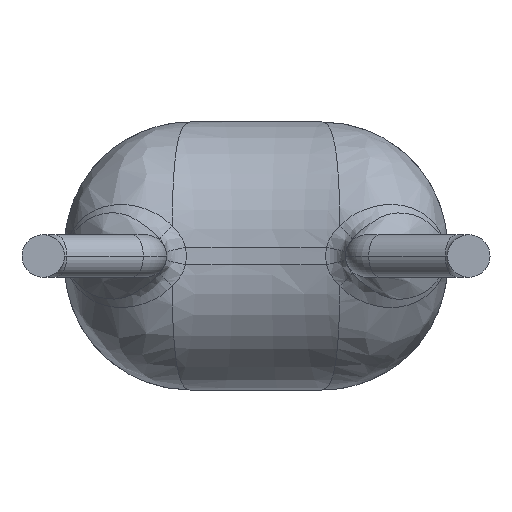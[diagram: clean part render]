
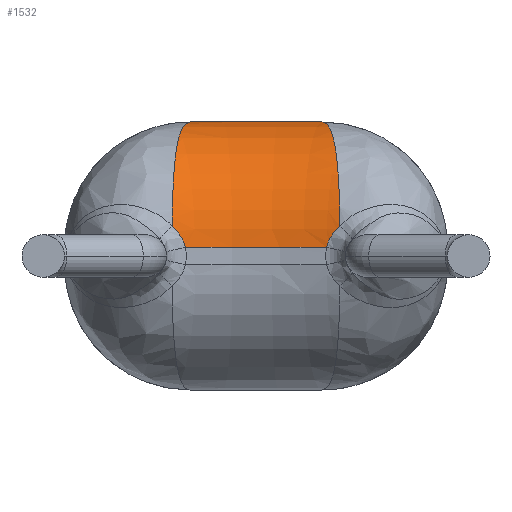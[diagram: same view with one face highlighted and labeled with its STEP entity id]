
A CAD part, front view. The second image highlights one B-rep face of the part: STEP entity #1532.
In plain terms, the highlighted toroidal (fillet/blend) face has major radius 5.225 mm and minor radius 1.475 mm.
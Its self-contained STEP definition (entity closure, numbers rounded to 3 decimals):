
#16 = DIRECTION ( 'NONE',  ( 0., 0., -1. ) ) ;
#43 = DIRECTION ( 'NONE',  ( -1., 0., 0. ) ) ;
#49 = CARTESIAN_POINT ( 'NONE',  ( -0.986, 1.39, 0.349 ) ) ;
#83 = ORIENTED_EDGE ( 'NONE', *, *, #826, .T. ) ;
#85 = CARTESIAN_POINT ( 'NONE',  ( 0.775, 2.917, 1.575 ) ) ;
#109 = VERTEX_POINT ( 'NONE', #1224 ) ;
#150 = CARTESIAN_POINT ( 'NONE',  ( -0.775, 2.917, 1.575 ) ) ;
#180 = CARTESIAN_POINT ( 'NONE',  ( -0.845, 2.569, 1.547 ) ) ;
#204 = DIRECTION ( 'NONE',  ( -1., 0., 0. ) ) ;
#259 = CARTESIAN_POINT ( 'NONE',  ( -0.91, 1.399, 0.283 ) ) ;
#297 = CARTESIAN_POINT ( 'NONE',  ( 0.986, 1.39, 0.349 ) ) ;
#415 = EDGE_CURVE ( 'NONE', #1082, #1863, #712, .T. ) ;
#545 = AXIS2_PLACEMENT_3D ( 'NONE', #2493, #16, #43 ) ;
#557 = B_SPLINE_CURVE_WITH_KNOTS ( 'NONE', 3,
 ( #297, #1293, #2343, #1936, #1103, #1724, #1718, #2347, #893, #1913 ),
 .UNSPECIFIED., .F., .F.,
 ( 4, 2, 2, 2, 4 ),
 ( 0., 0.001, 0.001, 0.002, 0.002 ),
 .UNSPECIFIED. ) ;
#588 = EDGE_CURVE ( 'NONE', #878, #1584, #1705, .T. ) ;
#593 = CARTESIAN_POINT ( 'NONE',  ( -0.986, 1.39, 0.349 ) ) ;
#594 = DIRECTION ( 'NONE',  ( 0., 0., 1. ) ) ;
#679 = CARTESIAN_POINT ( 'NONE',  ( 0.91, 1.399, 0.283 ) ) ;
#712 = CIRCLE ( 'NONE', #817, 3.75 ) ;
#785 = CARTESIAN_POINT ( 'NONE',  ( -0.828, 1.408, 0.1 ) ) ;
#791 = B_SPLINE_CURVE_WITH_KNOTS ( 'NONE', 3,
 ( #150, #1992, #180, #1181, #977, #1810, #1374, #986, #2233, #593 ),
 .UNSPECIFIED., .F., .F.,
 ( 4, 2, 2, 2, 4 ),
 ( 0., 0.001, 0.001, 0.002, 0.002 ),
 .UNSPECIFIED. ) ;
#817 = AXIS2_PLACEMENT_3D ( 'NONE', #1629, #594, #204 ) ;
#826 = EDGE_CURVE ( 'NONE', #878, #109, #791, .T. ) ;
#878 = VERTEX_POINT ( 'NONE', #2629 ) ;
#893 = CARTESIAN_POINT ( 'NONE',  ( 0.812, 2.743, 1.575 ) ) ;
#925 = EDGE_LOOP ( 'NONE', ( #83, #1281, #2658, #2270, #2141, #1219 ) ) ;
#977 = CARTESIAN_POINT ( 'NONE',  ( -0.921, 2.075, 1.349 ) ) ;
#986 = CARTESIAN_POINT ( 'NONE',  ( -0.98, 1.488, 0.696 ) ) ;
#1082 = VERTEX_POINT ( 'NONE', #1813 ) ;
#1103 = CARTESIAN_POINT ( 'NONE',  ( 0.954, 1.797, 1.132 ) ) ;
#1120 = EDGE_CURVE ( 'NONE', #1082, #2060, #1591, .T. ) ;
#1181 = CARTESIAN_POINT ( 'NONE',  ( -0.9, 2.234, 1.434 ) ) ;
#1219 = ORIENTED_EDGE ( 'NONE', *, *, #588, .F. ) ;
#1224 = CARTESIAN_POINT ( 'NONE',  ( -0.986, 1.39, 0.349 ) ) ;
#1243 = CARTESIAN_POINT ( 'NONE',  ( 0.85, 1.402, 0.199 ) ) ;
#1271 = CARTESIAN_POINT ( 'NONE',  ( -0.85, 1.402, 0.199 ) ) ;
#1281 = ORIENTED_EDGE ( 'NONE', *, *, #1509, .T. ) ;
#1293 = CARTESIAN_POINT ( 'NONE',  ( 0.984, 1.422, 0.525 ) ) ;
#1374 = CARTESIAN_POINT ( 'NONE',  ( -0.965, 1.675, 0.998 ) ) ;
#1450 = CARTESIAN_POINT ( 'NONE',  ( 0.828, 1.408, 0.1 ) ) ;
#1509 = EDGE_CURVE ( 'NONE', #109, #1863, #1967, .T. ) ;
#1532 = ADVANCED_FACE ( 'NONE', ( #2201 ), #2489, .T. ) ;
#1584 = VERTEX_POINT ( 'NONE', #85 ) ;
#1591 = B_SPLINE_CURVE_WITH_KNOTS ( 'NONE', 3,
 ( #1450, #1243, #679, #1877 ),
 .UNSPECIFIED., .F., .F.,
 ( 4, 4 ),
 ( 0., 0. ),
 .UNSPECIFIED. ) ;
#1629 = CARTESIAN_POINT ( 'NONE',  ( 0., -2.25, 0.1 ) ) ;
#1705 = CIRCLE ( 'NONE', #545, 5.225 ) ;
#1718 = CARTESIAN_POINT ( 'NONE',  ( 0.9, 2.234, 1.434 ) ) ;
#1724 = CARTESIAN_POINT ( 'NONE',  ( 0.921, 2.075, 1.349 ) ) ;
#1810 = CARTESIAN_POINT ( 'NONE',  ( -0.954, 1.797, 1.132 ) ) ;
#1813 = CARTESIAN_POINT ( 'NONE',  ( 0.828, 1.408, 0.1 ) ) ;
#1863 = VERTEX_POINT ( 'NONE', #785 ) ;
#1877 = CARTESIAN_POINT ( 'NONE',  ( 0.986, 1.39, 0.349 ) ) ;
#1883 = CARTESIAN_POINT ( 'NONE',  ( -0.828, 1.408, 0.1 ) ) ;
#1913 = CARTESIAN_POINT ( 'NONE',  ( 0.775, 2.917, 1.575 ) ) ;
#1936 = CARTESIAN_POINT ( 'NONE',  ( 0.965, 1.675, 0.998 ) ) ;
#1942 = DIRECTION ( 'NONE',  ( -1., 0., 0. ) ) ;
#1967 = B_SPLINE_CURVE_WITH_KNOTS ( 'NONE', 3,
 ( #49, #259, #1271, #1883 ),
 .UNSPECIFIED., .F., .F.,
 ( 4, 4 ),
 ( 0., 0. ),
 .UNSPECIFIED. ) ;
#1992 = CARTESIAN_POINT ( 'NONE',  ( -0.812, 2.744, 1.575 ) ) ;
#2060 = VERTEX_POINT ( 'NONE', #2456 ) ;
#2141 = ORIENTED_EDGE ( 'NONE', *, *, #2216, .T. ) ;
#2201 = FACE_OUTER_BOUND ( 'NONE', #925, .T. ) ;
#2216 = EDGE_CURVE ( 'NONE', #2060, #1584, #557, .T. ) ;
#2233 = CARTESIAN_POINT ( 'NONE',  ( -0.984, 1.422, 0.525 ) ) ;
#2268 = AXIS2_PLACEMENT_3D ( 'NONE', #2559, #2341, #1942 ) ;
#2270 = ORIENTED_EDGE ( 'NONE', *, *, #1120, .T. ) ;
#2341 = DIRECTION ( 'NONE',  ( 0., 0., -1. ) ) ;
#2343 = CARTESIAN_POINT ( 'NONE',  ( 0.98, 1.488, 0.696 ) ) ;
#2347 = CARTESIAN_POINT ( 'NONE',  ( 0.845, 2.569, 1.547 ) ) ;
#2456 = CARTESIAN_POINT ( 'NONE',  ( 0.986, 1.39, 0.349 ) ) ;
#2489 = TOROIDAL_SURFACE ( 'NONE', #2268, 5.225, 1.475 ) ;
#2493 = CARTESIAN_POINT ( 'NONE',  ( 0., -2.25, 1.575 ) ) ;
#2559 = CARTESIAN_POINT ( 'NONE',  ( 0., -2.25, 0.1 ) ) ;
#2629 = CARTESIAN_POINT ( 'NONE',  ( -0.775, 2.917, 1.575 ) ) ;
#2658 = ORIENTED_EDGE ( 'NONE', *, *, #415, .F. ) ;
